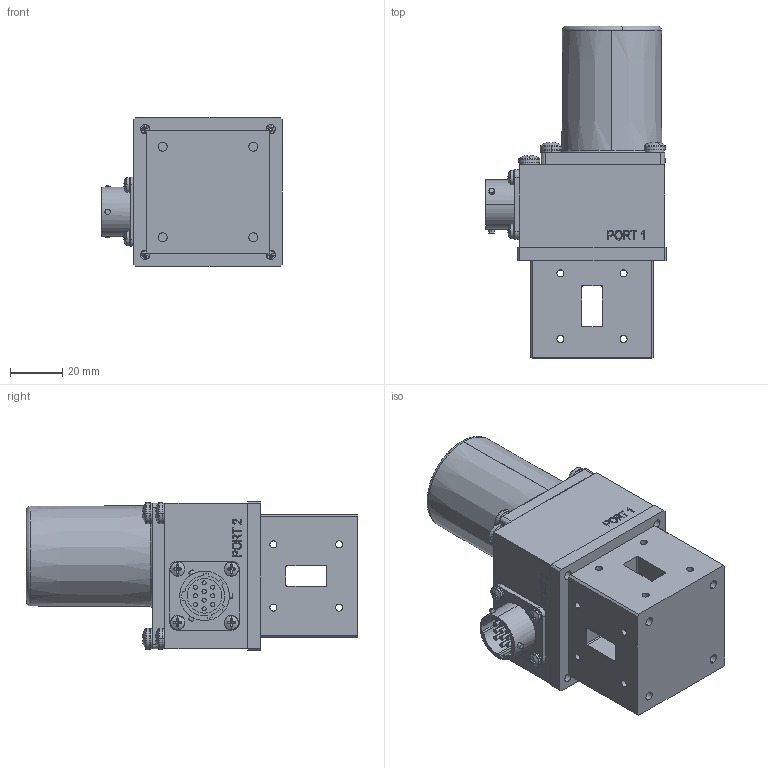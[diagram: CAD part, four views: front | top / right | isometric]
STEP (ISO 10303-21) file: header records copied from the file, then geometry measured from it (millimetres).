
FILE_DESCRIPTION (( 'STEP AP203' ), '1' );
FILE_NAME ('UAPS ASSY.STEP', '2012-11-29T15:39:21', ( '' ), ( '' ), 'SwSTEP 2.0', 'SolidWorks 2012', '' );
FILE_SCHEMA (( 'CONFIG_CONTROL_DESIGN' ));
Length unit declared in the file: inch
Products named in the file (1): UAPS ASSY
Bounding box: 69.44 x 127.51 x 57.15 mm (x, y, z)
Surface area: 49441.3 mm2 (no closed solid volume)
Topology: 0 solids, 37 shells, 571 faces, 1913 edges, 1352 vertices
Faces by surface type: plane 280, cylinder 159, bspline 76, torus 28, sphere 24, cone 4
Entity records: 27573 total; most frequent: CARTESIAN_POINT 11423, DIRECTION 3241, ORIENTED_EDGE 2997, EDGE_CURVE 1913, VERTEX_POINT 1352, AXIS2_PLACEMENT_3D 1153, LINE 935, VECTOR 935
